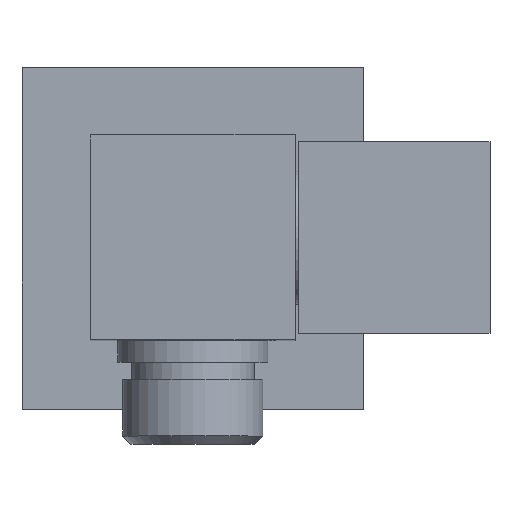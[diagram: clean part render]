
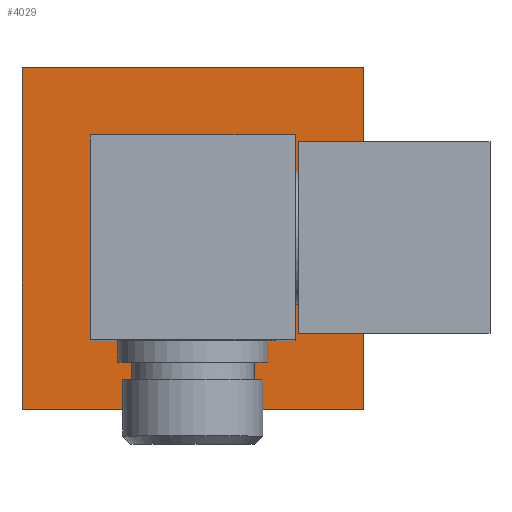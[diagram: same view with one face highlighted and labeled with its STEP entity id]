
A CAD part, top view. The second image highlights one B-rep face of the part: STEP entity #4029.
In plain terms, the highlighted planar face has unit normal (0, 0, 1).
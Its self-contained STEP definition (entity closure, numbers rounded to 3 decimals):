
#3770=CARTESIAN_POINT('',(0.,0.,4.));
#3771=DIRECTION('',(0.,0.,-1.));
#3772=DIRECTION('',(1.,0.,0.));
#3773=AXIS2_PLACEMENT_3D('',#3770,#3771,#3772);
#3775=CARTESIAN_POINT('',(0.,0.,4.));
#3776=DIRECTION('',(0.,0.,-1.));
#3777=DIRECTION('',(-1.,0.,0.));
#3778=AXIS2_PLACEMENT_3D('',#3775,#3776,#3777);
#3780=DIRECTION('',(0.,-1.,0.));
#3781=VECTOR('',#3780,50.);
#3782=CARTESIAN_POINT('',(-25.,25.,4.));
#3783=LINE('',#3782,#3781);
#3784=DIRECTION('',(-1.,0.,0.));
#3785=VECTOR('',#3784,50.);
#3786=CARTESIAN_POINT('',(25.,25.,4.));
#3787=LINE('',#3786,#3785);
#3788=DIRECTION('',(0.,1.,0.));
#3789=VECTOR('',#3788,50.);
#3790=CARTESIAN_POINT('',(25.,-25.,4.));
#3791=LINE('',#3790,#3789);
#3792=DIRECTION('',(1.,0.,0.));
#3793=VECTOR('',#3792,50.);
#3794=CARTESIAN_POINT('',(-25.,-25.,4.));
#3795=LINE('',#3794,#3793);
#3876=CARTESIAN_POINT('',(10.75,0.,4.));
#3877=CARTESIAN_POINT('',(-10.75,0.,4.));
#3878=VERTEX_POINT('',#3876);
#3879=VERTEX_POINT('',#3877);
#3880=CARTESIAN_POINT('',(-25.,25.,4.));
#3881=CARTESIAN_POINT('',(-25.,-25.,4.));
#3882=VERTEX_POINT('',#3880);
#3883=VERTEX_POINT('',#3881);
#3884=CARTESIAN_POINT('',(25.,-25.,4.));
#3885=VERTEX_POINT('',#3884);
#3886=CARTESIAN_POINT('',(25.,25.,4.));
#3887=VERTEX_POINT('',#3886);
#4012=CARTESIAN_POINT('',(0.,0.,4.));
#4013=DIRECTION('',(0.,0.,1.));
#4014=DIRECTION('',(1.,0.,0.));
#4015=AXIS2_PLACEMENT_3D('',#4012,#4013,#4014);
#4016=PLANE('',#4015);
#4017=ORIENTED_EDGE('',*,*,#3964,.F.);
#4018=ORIENTED_EDGE('',*,*,#3979,.F.);
#4019=ORIENTED_EDGE('',*,*,#3993,.F.);
#4020=ORIENTED_EDGE('',*,*,#4006,.F.);
#4021=EDGE_LOOP('',(#4017,#4018,#4019,#4020));
#4022=FACE_OUTER_BOUND('',#4021,.F.);
#4024=ORIENTED_EDGE('',*,*,#4023,.F.);
#4026=ORIENTED_EDGE('',*,*,#4025,.F.);
#4027=EDGE_LOOP('',(#4024,#4026));
#4028=FACE_BOUND('',#4027,.F.);
#3774=CIRCLE('',#3773,10.75);
#3779=CIRCLE('',#3778,10.75);
#3964=EDGE_CURVE('',#3882,#3883,#3783,.T.);
#3979=EDGE_CURVE('',#3887,#3882,#3787,.T.);
#3993=EDGE_CURVE('',#3885,#3887,#3791,.T.);
#4006=EDGE_CURVE('',#3883,#3885,#3795,.T.);
#4023=EDGE_CURVE('',#3878,#3879,#3774,.T.);
#4025=EDGE_CURVE('',#3879,#3878,#3779,.T.);
#4029=ADVANCED_FACE('',(#4022,#4028),#4016,.T.);
